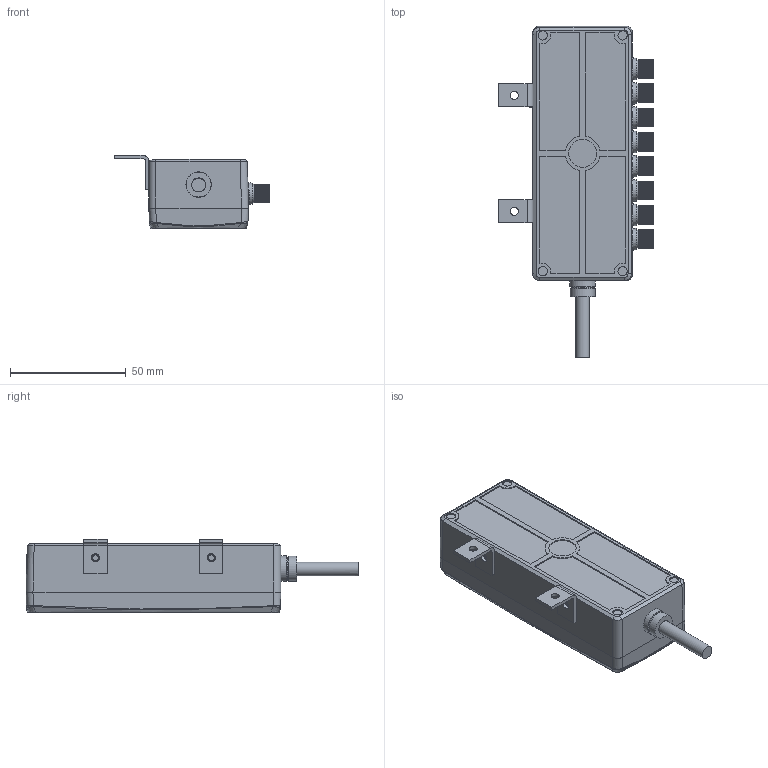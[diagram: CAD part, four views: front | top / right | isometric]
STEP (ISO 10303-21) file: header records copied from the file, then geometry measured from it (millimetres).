
FILE_DESCRIPTION(/* description */ (''),/* implementation_level */ '2;1');
FILE_NAME(/* name */ 'S002-8 3D.stp',/* time_stamp */ '2024-08-15T15:40:06+08:00',/* author */ (''),/* organization */ (''),/* preprocessor_version */ 'ST-DEVELOPER v14',/* originating_system */ 'SIEMENS PLM Software NX 8.0',/* authorisation */ '');
FILE_SCHEMA (('AUTOMOTIVE_DESIGN { 1 0 10303 214 3 1 1 1 }'));
Products named in the file (1): S002-8 3D_stp
Bounding box: 67.25 x 143.34 x 31.75 mm (x, y, z)
Volume: 142656.2 mm3; surface area: 25123.4 mm2
Topology: 3 solids, 7 shells, 1945 faces, 5332 edges, 3545 vertices
Faces by surface type: plane 1299, cylinder 513, bspline 49, extrusion 48, cone 20, torus 16
Full cylindrical faces by diameter (mm): 2.3 x8, 2.8 x4, 3.5 x4, 3.95 x8, 4 x8, 4.2 x4, 4.8 x8, 5.9 x1, 5.98 x2, 6.9 x8, 8 x8, 8.75 x1, 10 x1, 10.75 x1, 11 x1, 12 x1
Entity records: 70616 total; most frequent: CARTESIAN_POINT 20452, ORIENTED_EDGE 10390, DIRECTION 9841, EDGE_CURVE 5195, VECTOR 3887, LINE 3839, VERTEX_POINT 3503, AXIS2_PLACEMENT_3D 2977
